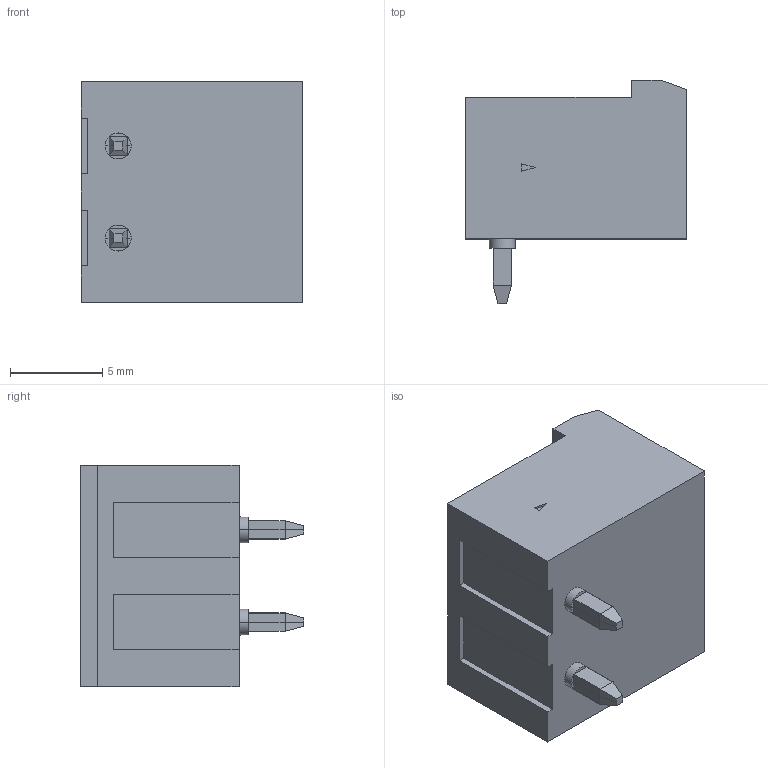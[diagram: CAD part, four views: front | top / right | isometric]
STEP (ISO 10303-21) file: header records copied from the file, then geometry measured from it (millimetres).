
FILE_DESCRIPTION(('CAx-IF Rec.Pracs.---Model Styling and Organization---1.5---2016-08-15','CAx-IF Rec.Pracs.---Geometric and Assembly Validation Properties---4.4---2016-08-17','CAx-IF Rec.Pracs.---User Defined Attributes---1.5---2016-08-15','CAx-IF Rec.Pracs.---External References---2.1---2005-01-19'),'2;1');
FILE_NAME('280184.step','2023-02-17T10:01:40',('Unspecified'),('Unspecified'),'CAD Exchanger 3.8.1 (cadexchanger.com)','Unspecified','');
FILE_SCHEMA(('AUTOMOTIVE_DESIGN { 1 0 10303 214 1 1 1 1 }'));
Length unit declared in the file: millimetre
Products named in the file (2): mstba_2.5-2-g
Assembly tree (1 placements, depth 2):
  mstba_2.5-2-g
    mstba_2.5-2-g
Bounding box: 12 x 12.1 x 12 mm (x, y, z)
Volume: 668.5 mm3; surface area: 1028.4 mm2
Topology: 1 solids, 1 shells, 208 faces, 483 edges, 292 vertices
Faces by surface type: plane 169, cylinder 35, cone 4
Entity records: 7515 total; most frequent: CARTESIAN_POINT 1033, DIRECTION 1009, ORIENTED_EDGE 966, EDGE_CURVE 483, LINE 369, VECTOR 369, AXIS2_PLACEMENT_3D 320, VERTEX_POINT 292
